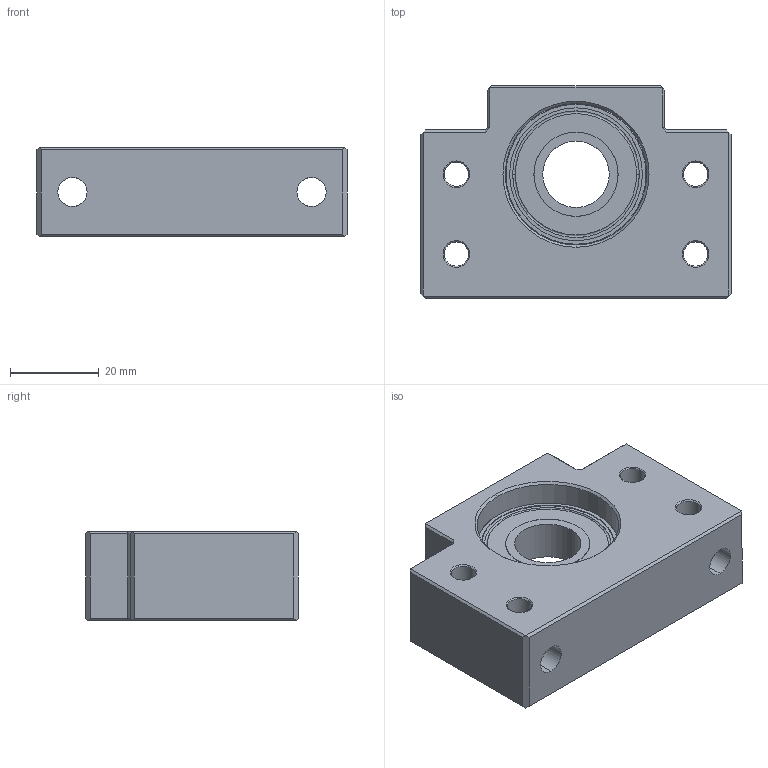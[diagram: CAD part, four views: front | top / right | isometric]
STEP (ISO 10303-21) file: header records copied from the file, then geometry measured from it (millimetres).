
FILE_DESCRIPTION (( 'STEP AP203' ), '1' );
FILE_NAME ('BF-15.STEP', '2024-11-25T06:53:00', ( '' ), ( '' ), 'SwSTEP 2.0', 'SolidWorks 2021', '' );
FILE_SCHEMA (( 'CONFIG_CONTROL_DESIGN' ));
Length unit declared in the file: millimetre
Products named in the file (1): BF-15
Bounding box: 70 x 48.01 x 20 mm (x, y, z)
Volume: 43182.6 mm3; surface area: 18933.2 mm2
Topology: 13 solids, 13 shells, 146 faces, 368 edges, 212 vertices
Faces by surface type: plane 54, cylinder 42, cone 30, bspline 20
Entity records: 4933 total; most frequent: CARTESIAN_POINT 1539, DIRECTION 686, ORIENTED_EDGE 672, EDGE_CURVE 336, AXIS2_PLACEMENT_3D 255, VERTEX_POINT 212, VECTOR 176, LINE 176
